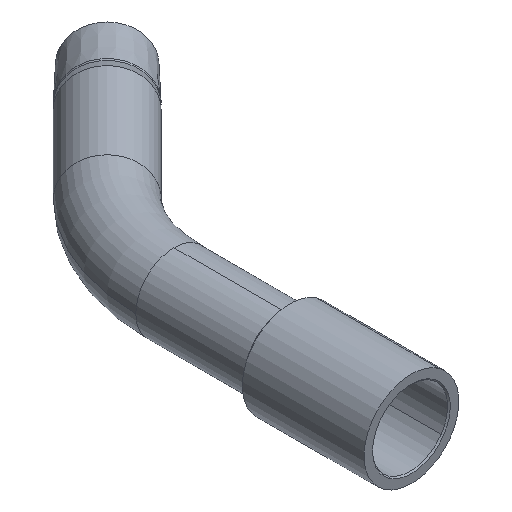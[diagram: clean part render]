
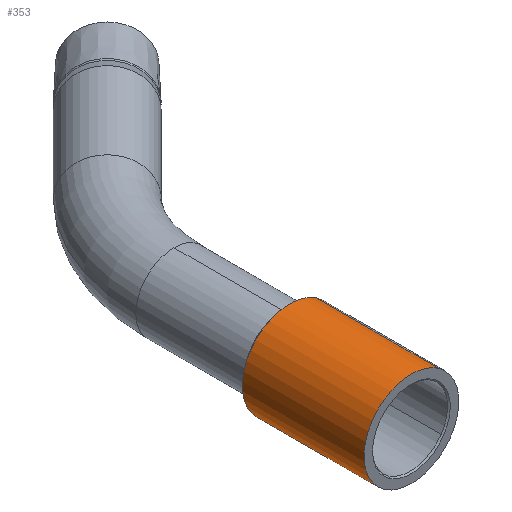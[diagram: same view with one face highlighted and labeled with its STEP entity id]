
A CAD part, isometric view. The second image highlights one B-rep face of the part: STEP entity #353.
In plain terms, the highlighted cylindrical face has radius 13.25 mm (diameter 26.5 mm), a partial arc.
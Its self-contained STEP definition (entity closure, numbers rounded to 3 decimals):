
#276 = VERTEX_POINT ( 'NONE', #1010 ) ;
#281 = EDGE_CURVE ( 'NONE', #338, #276, #1008, .T. ) ;
#327 = VERTEX_POINT ( 'NONE', #1179 ) ;
#331 = EDGE_CURVE ( 'NONE', #337, #327, #1116, .T. ) ;
#337 = VERTEX_POINT ( 'NONE', #1085 ) ;
#338 = VERTEX_POINT ( 'NONE', #1080 ) ;
#352 = EDGE_CURVE ( 'NONE', #338, #337, #1119, .T. ) ;
#353 = ADVANCED_FACE ( 'NONE', ( #1147 ), #1146, .T. ) ;
#354 = EDGE_LOOP ( 'NONE', ( #355, #356, #357, #362 ) ) ;
#355 = ORIENTED_EDGE ( 'NONE', *, *, #281, .F. ) ;
#356 = ORIENTED_EDGE ( 'NONE', *, *, #352, .T. ) ;
#357 = ORIENTED_EDGE ( 'NONE', *, *, #331, .T. ) ;
#362 = ORIENTED_EDGE ( 'NONE', *, *, #376, .F. ) ;
#376 = EDGE_CURVE ( 'NONE', #276, #327, #1028, .T. ) ;
#1005 = DIRECTION ( 'NONE',  ( 0., 0., 1. ) ) ;
#1006 = VECTOR ( 'NONE', #1005, 1000. ) ;
#1007 = CARTESIAN_POINT ( 'NONE',  ( -13.25, 0., 0. ) ) ;
#1008 = LINE ( 'NONE', #1007, #1006 ) ;
#1010 = CARTESIAN_POINT ( 'NONE',  ( -13.25, 0., 0. ) ) ;
#1028 = CIRCLE ( 'NONE', #1171, 13.25 ) ;
#1080 = CARTESIAN_POINT ( 'NONE',  ( -13.25, 0., -34. ) ) ;
#1085 = CARTESIAN_POINT ( 'NONE',  ( 13.25, 0., -34. ) ) ;
#1114 = VECTOR ( 'NONE', #1183, 1000. ) ;
#1115 = CARTESIAN_POINT ( 'NONE',  ( 13.25, 0., 0. ) ) ;
#1116 = LINE ( 'NONE', #1115, #1114 ) ;
#1117 = DIRECTION ( 'NONE',  ( 0., 0., 1. ) ) ;
#1118 = AXIS2_PLACEMENT_3D ( 'NONE', #1123, #1117, #1148 ) ;
#1119 = CIRCLE ( 'NONE', #1118, 13.25 ) ;
#1123 = CARTESIAN_POINT ( 'NONE',  ( 0., 0., -34. ) ) ;
#1142 = DIRECTION ( 'NONE',  ( 1., 0., 0. ) ) ;
#1143 = DIRECTION ( 'NONE',  ( 0., 0., 1. ) ) ;
#1144 = CARTESIAN_POINT ( 'NONE',  ( 0., 0., 0. ) ) ;
#1145 = AXIS2_PLACEMENT_3D ( 'NONE', #1144, #1143, #1142 ) ;
#1146 = CYLINDRICAL_SURFACE ( 'NONE', #1145, 13.25 ) ;
#1147 = FACE_OUTER_BOUND ( 'NONE', #354, .T. ) ;
#1148 = DIRECTION ( 'NONE',  ( 1., 0., 0. ) ) ;
#1168 = DIRECTION ( 'NONE',  ( 1., 0., 0. ) ) ;
#1169 = DIRECTION ( 'NONE',  ( 0., 0., 1. ) ) ;
#1170 = CARTESIAN_POINT ( 'NONE',  ( 0., 0., 0. ) ) ;
#1171 = AXIS2_PLACEMENT_3D ( 'NONE', #1170, #1169, #1168 ) ;
#1179 = CARTESIAN_POINT ( 'NONE',  ( 13.25, 0., 0. ) ) ;
#1183 = DIRECTION ( 'NONE',  ( 0., 0., 1. ) ) ;
